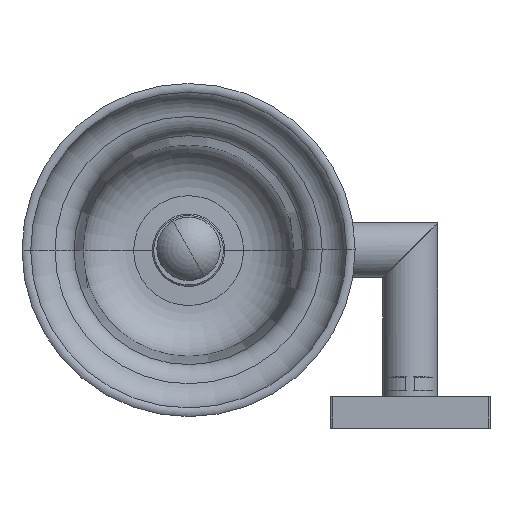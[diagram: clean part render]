
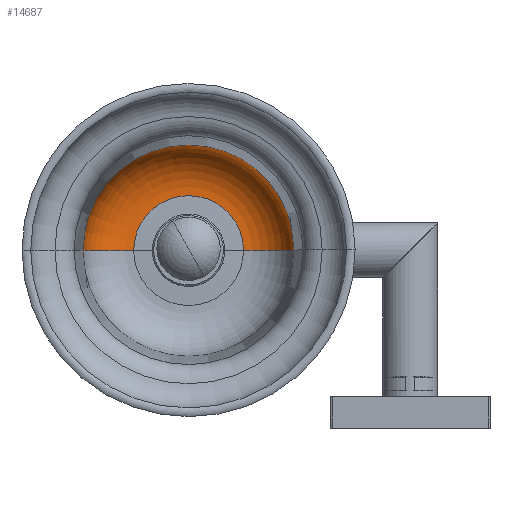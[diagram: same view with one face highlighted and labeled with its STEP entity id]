
A CAD part, top view. The second image highlights one B-rep face of the part: STEP entity #14687.
In plain terms, the highlighted toroidal (fillet/blend) face has major radius 19.517 mm and minor radius 17 mm.
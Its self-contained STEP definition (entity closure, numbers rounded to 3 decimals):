
#1673 = EDGE_CURVE ( 'NONE', #13396, #13451, #1867, .T. ) ;
#1674 = EDGE_CURVE ( 'NONE', #13396, #13413, #1868, .T. ) ;
#1675 = EDGE_CURVE ( 'NONE', #13451, #13405, #1869, .T. ) ;
#1676 = EDGE_CURVE ( 'NONE', #13413, #13405, #1870, .T. ) ;
#1867 = CIRCLE ( 'NONE', #14719, 17. ) ;
#1868 = CIRCLE ( 'NONE', #10358, 18.954 ) ;
#1869 = CIRCLE ( 'NONE', #10342, 36.503 ) ;
#1870 = CIRCLE ( 'NONE', #10363, 17. ) ;
#1976 = TOROIDAL_SURFACE ( 'NONE', #7427, 19.517, 17. ) ;
#3563 = CARTESIAN_POINT ( 'NONE',  ( 19.517, -90., 0. ) ) ;
#3564 = DIRECTION ( 'NONE',  ( 0., 0., 1. ) ) ;
#3565 = DIRECTION ( 'NONE',  ( 1., 0., 0. ) ) ;
#3566 = CARTESIAN_POINT ( 'NONE',  ( 0., -106.991, 0. ) ) ;
#3567 = DIRECTION ( 'NONE',  ( 0., 1., 0. ) ) ;
#3568 = DIRECTION ( 'NONE',  ( -1., 0., 0. ) ) ;
#3569 = CARTESIAN_POINT ( 'NONE',  ( 0., -90.697, 0. ) ) ;
#3570 = DIRECTION ( 'NONE',  ( 0., 1., 0. ) ) ;
#3571 = DIRECTION ( 'NONE',  ( -1., 0., 0. ) ) ;
#3572 = CARTESIAN_POINT ( 'NONE',  ( -19.517, -90., 0. ) ) ;
#3573 = DIRECTION ( 'NONE',  ( 0., 0., -1. ) ) ;
#3574 = DIRECTION ( 'NONE',  ( -1., 0., 0. ) ) ;
#7424 = FACE_OUTER_BOUND ( 'NONE', #10462, .T. ) ;
#7427 = AXIS2_PLACEMENT_3D ( 'NONE', #12170, #12171, #12172 ) ;
#9331 = CARTESIAN_POINT ( 'NONE',  ( 18.954, -106.991, 0. ) ) ;
#9340 = CARTESIAN_POINT ( 'NONE',  ( -36.503, -90.697, 0. ) ) ;
#9348 = CARTESIAN_POINT ( 'NONE',  ( -18.954, -106.991, 0. ) ) ;
#9386 = CARTESIAN_POINT ( 'NONE',  ( 36.503, -90.697, 0. ) ) ;
#10277 = ORIENTED_EDGE ( 'NONE', *, *, #1676, .F. ) ;
#10278 = ORIENTED_EDGE ( 'NONE', *, *, #1673, .T. ) ;
#10279 = ORIENTED_EDGE ( 'NONE', *, *, #1675, .T. ) ;
#10280 = ORIENTED_EDGE ( 'NONE', *, *, #1674, .F. ) ;
#10342 = AXIS2_PLACEMENT_3D ( 'NONE', #3569, #3570, #3571 ) ;
#10358 = AXIS2_PLACEMENT_3D ( 'NONE', #3566, #3567, #3568 ) ;
#10363 = AXIS2_PLACEMENT_3D ( 'NONE', #3572, #3573, #3574 ) ;
#10462 = EDGE_LOOP ( 'NONE', ( #10280, #10278, #10279, #10277 ) ) ;
#12170 = CARTESIAN_POINT ( 'NONE',  ( 0., -90., 0. ) ) ;
#12171 = DIRECTION ( 'NONE',  ( 0., 1., 0. ) ) ;
#12172 = DIRECTION ( 'NONE',  ( -1., 0., 0. ) ) ;
#13396 = VERTEX_POINT ( 'NONE', #9331 ) ;
#13405 = VERTEX_POINT ( 'NONE', #9340 ) ;
#13413 = VERTEX_POINT ( 'NONE', #9348 ) ;
#13451 = VERTEX_POINT ( 'NONE', #9386 ) ;
#14687 = ADVANCED_FACE ( 'NONE', ( #7424 ), #1976, .F. ) ;
#14719 = AXIS2_PLACEMENT_3D ( 'NONE', #3563, #3564, #3565 ) ;
